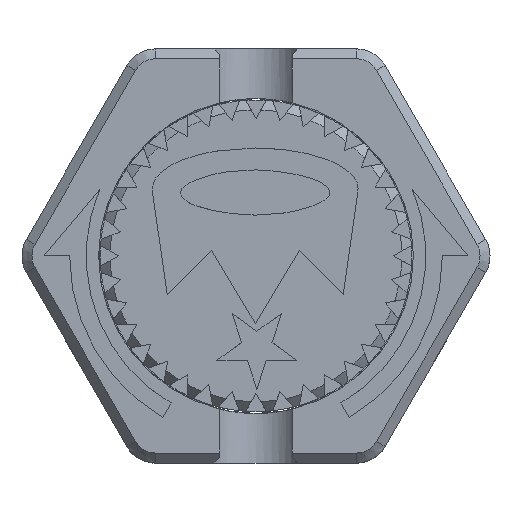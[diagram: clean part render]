
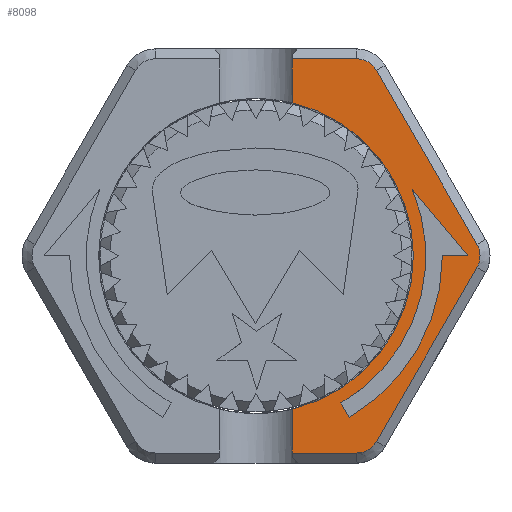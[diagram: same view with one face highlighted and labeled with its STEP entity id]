
A CAD part, top view. The second image highlights one B-rep face of the part: STEP entity #8098.
In plain terms, the highlighted planar face has unit normal (0, 0, 1).
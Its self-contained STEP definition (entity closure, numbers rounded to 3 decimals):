
#150=FACE_BOUND('',#1259,.T.);
#327=PLANE('',#8666);
#813=FACE_OUTER_BOUND('',#1258,.T.);
#1258=EDGE_LOOP('',(#6849,#6850,#6851,#6852,#6853,#6854,#6855,#6856,#6857,
#6858,#6859));
#1259=EDGE_LOOP('',(#6860,#6861,#6862,#6863,#6864));
#1740=CIRCLE('',#8645,20.5);
#1742=CIRCLE('',#8649,22.5);
#1745=CIRCLE('',#8656,2.8);
#1747=CIRCLE('',#8660,2.8);
#1749=CIRCLE('',#8664,2.8);
#1750=CIRCLE('',#8667,19.);
#1751=CIRCLE('',#8668,19.);
#2243=LINE('',#14443,#2960);
#2248=LINE('',#14457,#2965);
#2252=LINE('',#14468,#2969);
#2257=LINE('',#14480,#2974);
#2261=LINE('',#14492,#2978);
#2265=LINE('',#14504,#2982);
#2269=LINE('',#14516,#2986);
#2272=LINE('',#14522,#2989);
#2273=LINE('',#14527,#2990);
#2960=VECTOR('',#10086,10.);
#2965=VECTOR('',#10099,10.);
#2969=VECTOR('',#10111,10.);
#2974=VECTOR('',#10120,10.);
#2978=VECTOR('',#10132,10.);
#2982=VECTOR('',#10144,10.);
#2986=VECTOR('',#10156,10.);
#2989=VECTOR('',#10161,10.);
#2990=VECTOR('',#10166,10.);
#3762=VERTEX_POINT('',#14441);
#3763=VERTEX_POINT('',#14442);
#3766=VERTEX_POINT('',#14450);
#3768=VERTEX_POINT('',#14456);
#3770=VERTEX_POINT('',#14462);
#3775=VERTEX_POINT('',#14477);
#3776=VERTEX_POINT('',#14479);
#3778=VERTEX_POINT('',#14485);
#3780=VERTEX_POINT('',#14490);
#3782=VERTEX_POINT('',#14497);
#3784=VERTEX_POINT('',#14502);
#3786=VERTEX_POINT('',#14509);
#3788=VERTEX_POINT('',#14514);
#3790=VERTEX_POINT('',#14521);
#3791=VERTEX_POINT('',#14523);
#3792=VERTEX_POINT('',#14525);
#4819=EDGE_CURVE('',#3762,#3763,#2243,.T.);
#4823=EDGE_CURVE('',#3766,#3762,#1740,.T.);
#4826=EDGE_CURVE('',#3768,#3766,#2248,.T.);
#4829=EDGE_CURVE('',#3770,#3768,#1742,.T.);
#4832=EDGE_CURVE('',#3763,#3770,#2252,.T.);
#4837=EDGE_CURVE('',#3775,#3776,#2257,.T.);
#4841=EDGE_CURVE('',#3778,#3775,#1745,.T.);
#4843=EDGE_CURVE('',#3780,#3778,#2261,.T.);
#4847=EDGE_CURVE('',#3782,#3780,#1747,.T.);
#4849=EDGE_CURVE('',#3784,#3782,#2265,.T.);
#4853=EDGE_CURVE('',#3786,#3784,#1749,.T.);
#4855=EDGE_CURVE('',#3788,#3786,#2269,.T.);
#4858=EDGE_CURVE('',#3788,#3790,#2272,.T.);
#4859=EDGE_CURVE('',#3790,#3791,#1750,.T.);
#4860=EDGE_CURVE('',#3791,#3792,#1751,.T.);
#4861=EDGE_CURVE('',#3792,#3776,#2273,.T.);
#6849=ORIENTED_EDGE('',*,*,#4837,.F.);
#6850=ORIENTED_EDGE('',*,*,#4841,.F.);
#6851=ORIENTED_EDGE('',*,*,#4843,.F.);
#6852=ORIENTED_EDGE('',*,*,#4847,.F.);
#6853=ORIENTED_EDGE('',*,*,#4849,.F.);
#6854=ORIENTED_EDGE('',*,*,#4853,.F.);
#6855=ORIENTED_EDGE('',*,*,#4855,.F.);
#6856=ORIENTED_EDGE('',*,*,#4858,.T.);
#6857=ORIENTED_EDGE('',*,*,#4859,.T.);
#6858=ORIENTED_EDGE('',*,*,#4860,.T.);
#6859=ORIENTED_EDGE('',*,*,#4861,.T.);
#6860=ORIENTED_EDGE('',*,*,#4819,.T.);
#6861=ORIENTED_EDGE('',*,*,#4832,.T.);
#6862=ORIENTED_EDGE('',*,*,#4829,.T.);
#6863=ORIENTED_EDGE('',*,*,#4826,.T.);
#6864=ORIENTED_EDGE('',*,*,#4823,.T.);
#8098=ADVANCED_FACE('',(#813,#150),#327,.T.);
#8645=AXIS2_PLACEMENT_3D('',#14451,#10092,#10093);
#8649=AXIS2_PLACEMENT_3D('',#14463,#10104,#10105);
#8656=AXIS2_PLACEMENT_3D('',#14487,#10127,#10128);
#8660=AXIS2_PLACEMENT_3D('',#14499,#10139,#10140);
#8664=AXIS2_PLACEMENT_3D('',#14511,#10151,#10152);
#8666=AXIS2_PLACEMENT_3D('',#14520,#10159,#10160);
#8667=AXIS2_PLACEMENT_3D('',#14524,#10162,#10163);
#8668=AXIS2_PLACEMENT_3D('',#14526,#10164,#10165);
#10086=DIRECTION('',(0.641,-0.767,0.));
#10092=DIRECTION('center_axis',(0.,0.,1.));
#10093=DIRECTION('ref_axis',(0.23,-0.973,0.));
#10099=DIRECTION('',(-0.5,0.866,0.));
#10104=DIRECTION('center_axis',(0.,0.,-1.));
#10105=DIRECTION('ref_axis',(0.23,-0.973,0.));
#10111=DIRECTION('',(-1.,0.,0.));
#10120=DIRECTION('',(-1.,0.,0.));
#10127=DIRECTION('center_axis',(0.,0.,-1.));
#10128=DIRECTION('ref_axis',(0.5,-0.866,0.));
#10132=DIRECTION('',(-0.5,-0.866,0.));
#10139=DIRECTION('center_axis',(0.,0.,-1.));
#10140=DIRECTION('ref_axis',(1.,0.,0.));
#10144=DIRECTION('',(0.5,-0.866,0.));
#10151=DIRECTION('center_axis',(0.,0.,-1.));
#10152=DIRECTION('ref_axis',(0.5,0.866,0.));
#10156=DIRECTION('',(1.,0.,0.));
#10159=DIRECTION('center_axis',(0.,0.,1.));
#10160=DIRECTION('ref_axis',(1.,0.,0.));
#10161=DIRECTION('',(0.,-1.,0.));
#10162=DIRECTION('center_axis',(0.,0.,-1.));
#10163=DIRECTION('ref_axis',(-1.,0.,0.));
#10164=DIRECTION('center_axis',(0.,0.,-1.));
#10165=DIRECTION('ref_axis',(-1.,0.,0.));
#10166=DIRECTION('',(0.,-1.,0.));
#14441=CARTESIAN_POINT('',(18.861,8.033,10.));
#14442=CARTESIAN_POINT('',(25.576,0.,10.));
#14443=CARTESIAN_POINT('',(16.958,10.309,10.));
#14450=CARTESIAN_POINT('',(10.25,-17.754,10.));
#14451=CARTESIAN_POINT('Origin',(0.,0.,10.));
#14456=CARTESIAN_POINT('',(11.25,-19.486,10.));
#14457=CARTESIAN_POINT('',(5.625,-9.743,10.));
#14462=CARTESIAN_POINT('',(22.5,0.,10.));
#14463=CARTESIAN_POINT('Origin',(0.,0.,10.));
#14468=CARTESIAN_POINT('',(12.788,0.,10.));
#14477=CARTESIAN_POINT('',(12.124,-23.8,10.));
#14479=CARTESIAN_POINT('',(4.378,-23.8,10.));
#14480=CARTESIAN_POINT('',(-7.217,-23.8,10.));
#14485=CARTESIAN_POINT('',(14.549,-22.4,10.));
#14487=CARTESIAN_POINT('Origin',(12.124,-21.,10.));
#14490=CARTESIAN_POINT('',(26.674,-1.4,10.));
#14492=CARTESIAN_POINT('',(17.003,-18.15,10.));
#14497=CARTESIAN_POINT('',(26.674,1.4,10.));
#14499=CARTESIAN_POINT('Origin',(24.249,0.,
10.));
#14502=CARTESIAN_POINT('',(14.549,22.4,10.));
#14504=CARTESIAN_POINT('',(24.22,5.65,10.));
#14509=CARTESIAN_POINT('',(12.124,23.8,10.));
#14511=CARTESIAN_POINT('Origin',(12.124,21.,10.));
#14514=CARTESIAN_POINT('',(4.378,23.8,10.));
#14516=CARTESIAN_POINT('',(7.217,23.8,10.));
#14520=CARTESIAN_POINT('Origin',(0.,0.,
10.));
#14521=CARTESIAN_POINT('',(4.378,18.489,10.));
#14522=CARTESIAN_POINT('',(4.378,12.5,10.));
#14523=CARTESIAN_POINT('',(19.,0.,10.));
#14524=CARTESIAN_POINT('Origin',(0.,0.,10.));
#14525=CARTESIAN_POINT('',(4.378,-18.489,10.));
#14526=CARTESIAN_POINT('Origin',(0.,0.,10.));
#14527=CARTESIAN_POINT('',(4.378,12.5,10.));
